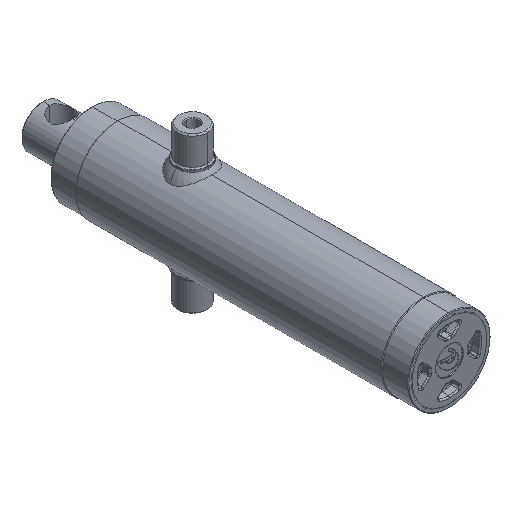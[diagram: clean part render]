
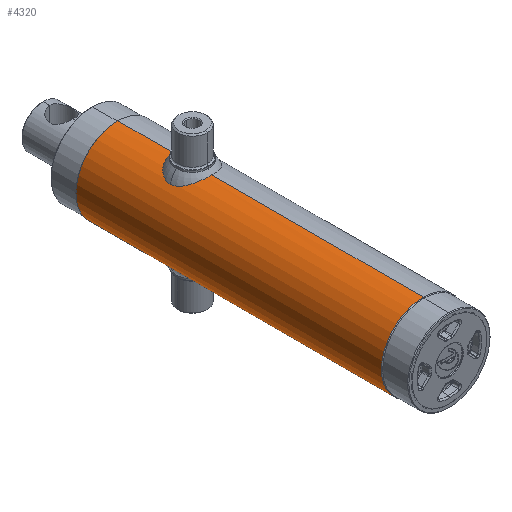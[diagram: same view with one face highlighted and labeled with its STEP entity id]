
A CAD part, isometric view. The second image highlights one B-rep face of the part: STEP entity #4320.
In plain terms, the highlighted cylindrical face has radius 64 mm (diameter 128 mm), a partial arc.
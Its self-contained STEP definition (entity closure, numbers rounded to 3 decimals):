
#139 = CARTESIAN_POINT ( 'NONE',  ( 0., -30.734, 64. ) ) ;
#144 = CARTESIAN_POINT ( 'NONE',  ( -5.198, 396.003, 63.789 ) ) ;
#150 = VECTOR ( 'NONE', #4628, 1000. ) ;
#176 = CARTESIAN_POINT ( 'NONE',  ( -5.384, 390.345, 63.773 ) ) ;
#192 = ORIENTED_EDGE ( 'NONE', *, *, #8998, .F. ) ;
#207 = CARTESIAN_POINT ( 'NONE',  ( -0.786, 387.039, 63.996 ) ) ;
#619 = CARTESIAN_POINT ( 'NONE',  ( 0., 399., 64. ) ) ;
#843 = CARTESIAN_POINT ( 'NONE',  ( -1.559, 398.807, 63.982 ) ) ;
#872 = CARTESIAN_POINT ( 'NONE',  ( -5.469, 395.476, 63.766 ) ) ;
#902 = CARTESIAN_POINT ( 'NONE',  ( -5.097, 389.829, 63.797 ) ) ;
#931 = CARTESIAN_POINT ( 'NONE',  ( 0., 387., 64. ) ) ;
#1275 = CARTESIAN_POINT ( 'NONE',  ( 0., 387., 64. ) ) ;
#1566 = CARTESIAN_POINT ( 'NONE',  ( -2.478, 398.468, 63.952 ) ) ;
#1595 = CARTESIAN_POINT ( 'NONE',  ( -5.808, 394.557, 63.736 ) ) ;
#1627 = CARTESIAN_POINT ( 'NONE',  ( -4.52, 389.035, 63.841 ) ) ;
#1671 = B_SPLINE_CURVE_WITH_KNOTS ( 'NONE', 3,
 ( #5787, #8649, #5104, #843, #5815, #1566, #6541, #2267, #7263, #2995, #7971, #3701, #8684, #4415, #144, #5130, #872, #5846, #1595, #6574, #2297, #7289, #3029, #7999, #3729, #8714, #4446, #176, #5160, #902, #5879, #1627, #6606, #2325, #7321, #3058, #8032, #3755, #8739, #4477, #207, #5188, #931 ),
 .UNSPECIFIED., .F., .F.,
 ( 4, 2, 2, 2, 2, 2, 2, 2, 2, 2, 2, 2, 2, 1, 2, 2, 2, 2, 2, 2, 2, 4 ),
 ( 0.009, 0.011, 0.012, 0.012, 0.013, 0.014, 0.015, 0.016, 0.016, 0.018, 0.019, 0.02, 0.021, 0.021, 0.022, 0.022, 0.023, 0.025, 0.026, 0.026, 0.027, 0.028 ),
 .UNSPECIFIED. ) ;
#1831 = LINE ( 'NONE', #5338, #150 ) ;
#2090 = CARTESIAN_POINT ( 'NONE',  ( 0., 40., 0. ) ) ;
#2126 = ORIENTED_EDGE ( 'NONE', *, *, #3660, .F. ) ;
#2267 = CARTESIAN_POINT ( 'NONE',  ( -3.005, 398.197, 63.93 ) ) ;
#2297 = CARTESIAN_POINT ( 'NONE',  ( -6., 393.389, 63.718 ) ) ;
#2325 = CARTESIAN_POINT ( 'NONE',  ( -3.658, 388.228, 63.896 ) ) ;
#2693 = VERTEX_POINT ( 'NONE', #1275 ) ;
#2699 = VERTEX_POINT ( 'NONE', #619 ) ;
#2740 = CARTESIAN_POINT ( 'NONE',  ( 0., 507., 0. ) ) ;
#2769 = DIRECTION ( 'NONE',  ( 0., 0., -1. ) ) ;
#2820 = DIRECTION ( 'NONE',  ( 0., 0., -1. ) ) ;
#2988 = CYLINDRICAL_SURFACE ( 'NONE', #8859, 64. ) ;
#2995 = CARTESIAN_POINT ( 'NONE',  ( -3.661, 397.77, 63.896 ) ) ;
#3029 = CARTESIAN_POINT ( 'NONE',  ( -5.962, 392.217, 63.722 ) ) ;
#3058 = CARTESIAN_POINT ( 'NONE',  ( -2.661, 387.608, 63.946 ) ) ;
#3322 = CIRCLE ( 'NONE', #3676, 64. ) ;
#3404 = AXIS2_PLACEMENT_3D ( 'NONE', #2090, #7094, #2820 ) ;
#3454 = EDGE_CURVE ( 'NONE', #6617, #4784, #3322, .T. ) ;
#3457 = DIRECTION ( 'NONE',  ( 0., 0., -1. ) ) ;
#3540 = VECTOR ( 'NONE', #5096, 1000. ) ;
#3660 = EDGE_CURVE ( 'NONE', #6617, #2699, #3871, .T. ) ;
#3676 = AXIS2_PLACEMENT_3D ( 'NONE', #2740, #7722, #3457 ) ;
#3701 = CARTESIAN_POINT ( 'NONE',  ( -4.524, 396.962, 63.841 ) ) ;
#3729 = CARTESIAN_POINT ( 'NONE',  ( -5.798, 391.443, 63.737 ) ) ;
#3755 = CARTESIAN_POINT ( 'NONE',  ( -1.929, 387.315, 63.971 ) ) ;
#3871 = LINE ( 'NONE', #139, #8880 ) ;
#4211 = CARTESIAN_POINT ( 'NONE',  ( 0., 507., 64. ) ) ;
#4320 = ADVANCED_FACE ( 'NONE', ( #6770 ), #2988, .T. ) ;
#4394 = VERTEX_POINT ( 'NONE', #7138 ) ;
#4415 = CARTESIAN_POINT ( 'NONE',  ( -5.097, 396.171, 63.797 ) ) ;
#4446 = CARTESIAN_POINT ( 'NONE',  ( -5.551, 390.699, 63.759 ) ) ;
#4452 = ORIENTED_EDGE ( 'NONE', *, *, #7057, .F. ) ;
#4477 = CARTESIAN_POINT ( 'NONE',  ( -1.362, 387.153, 63.986 ) ) ;
#4524 = EDGE_CURVE ( 'NONE', #4784, #5310, #7333, .T. ) ;
#4628 = DIRECTION ( 'NONE',  ( 0., -1., 0. ) ) ;
#4784 = VERTEX_POINT ( 'NONE', #8224 ) ;
#4815 = ORIENTED_EDGE ( 'NONE', *, *, #7628, .F. ) ;
#5096 = DIRECTION ( 'NONE',  ( 0., -1., 0. ) ) ;
#5104 = CARTESIAN_POINT ( 'NONE',  ( -0.789, 398.961, 63.996 ) ) ;
#5125 = DIRECTION ( 'NONE',  ( 0., -1., 0. ) ) ;
#5130 = CARTESIAN_POINT ( 'NONE',  ( -5.384, 395.656, 63.773 ) ) ;
#5160 = CARTESIAN_POINT ( 'NONE',  ( -5.199, 389.999, 63.789 ) ) ;
#5188 = CARTESIAN_POINT ( 'NONE',  ( -0.396, 387., 64. ) ) ;
#5201 = CARTESIAN_POINT ( 'NONE',  ( 0., 40., -64. ) ) ;
#5294 = ORIENTED_EDGE ( 'NONE', *, *, #4524, .T. ) ;
#5310 = VERTEX_POINT ( 'NONE', #5201 ) ;
#5338 = CARTESIAN_POINT ( 'NONE',  ( 0., -30.734, 64. ) ) ;
#5787 = CARTESIAN_POINT ( 'NONE',  ( 0., 399., 64. ) ) ;
#5808 = CARTESIAN_POINT ( 'NONE',  ( 0., -30.734, -64. ) ) ;
#5815 = CARTESIAN_POINT ( 'NONE',  ( -1.933, 398.694, 63.972 ) ) ;
#5846 = CARTESIAN_POINT ( 'NONE',  ( -5.694, 394.931, 63.746 ) ) ;
#5879 = CARTESIAN_POINT ( 'NONE',  ( -4.768, 389.336, 63.823 ) ) ;
#6541 = CARTESIAN_POINT ( 'NONE',  ( -2.658, 398.383, 63.945 ) ) ;
#6574 = CARTESIAN_POINT ( 'NONE',  ( -5.961, 393.787, 63.722 ) ) ;
#6606 = CARTESIAN_POINT ( 'NONE',  ( -3.967, 388.481, 63.878 ) ) ;
#6617 = VERTEX_POINT ( 'NONE', #4211 ) ;
#6770 = FACE_OUTER_BOUND ( 'NONE', #7990, .T. ) ;
#7008 = DIRECTION ( 'NONE',  ( 0., -1., 0. ) ) ;
#7044 = CARTESIAN_POINT ( 'NONE',  ( 0., -30.734, 0. ) ) ;
#7057 = EDGE_CURVE ( 'NONE', #2693, #4394, #1831, .T. ) ;
#7094 = DIRECTION ( 'NONE',  ( 0., -1., 0. ) ) ;
#7138 = CARTESIAN_POINT ( 'NONE',  ( 0., 40., 64. ) ) ;
#7263 = CARTESIAN_POINT ( 'NONE',  ( -3.173, 398.096, 63.921 ) ) ;
#7289 = CARTESIAN_POINT ( 'NONE',  ( -6., 392.606, 63.718 ) ) ;
#7321 = CARTESIAN_POINT ( 'NONE',  ( -3.006, 387.792, 63.93 ) ) ;
#7333 = LINE ( 'NONE', #5808, #3540 ) ;
#7628 = EDGE_CURVE ( 'NONE', #4394, #5310, #7729, .T. ) ;
#7671 = ORIENTED_EDGE ( 'NONE', *, *, #3454, .T. ) ;
#7722 = DIRECTION ( 'NONE',  ( 0., -1., 0. ) ) ;
#7729 = CIRCLE ( 'NONE', #3404, 64. ) ;
#7971 = CARTESIAN_POINT ( 'NONE',  ( -3.963, 397.522, 63.878 ) ) ;
#7990 = EDGE_LOOP ( 'NONE', ( #2126, #7671, #5294, #4815, #4452, #192 ) ) ;
#7999 = CARTESIAN_POINT ( 'NONE',  ( -5.846, 391.636, 63.732 ) ) ;
#8032 = CARTESIAN_POINT ( 'NONE',  ( -2.117, 387.382, 63.965 ) ) ;
#8224 = CARTESIAN_POINT ( 'NONE',  ( 0., 507., -64. ) ) ;
#8649 = CARTESIAN_POINT ( 'NONE',  ( -0.392, 399., 64. ) ) ;
#8684 = CARTESIAN_POINT ( 'NONE',  ( -4.772, 396.658, 63.822 ) ) ;
#8714 = CARTESIAN_POINT ( 'NONE',  ( -5.684, 391.067, 63.747 ) ) ;
#8739 = CARTESIAN_POINT ( 'NONE',  ( -1.552, 387.201, 63.981 ) ) ;
#8859 = AXIS2_PLACEMENT_3D ( 'NONE', #7044, #7008, #2769 ) ;
#8880 = VECTOR ( 'NONE', #5125, 1000. ) ;
#8998 = EDGE_CURVE ( 'NONE', #2699, #2693, #1671, .T. ) ;
